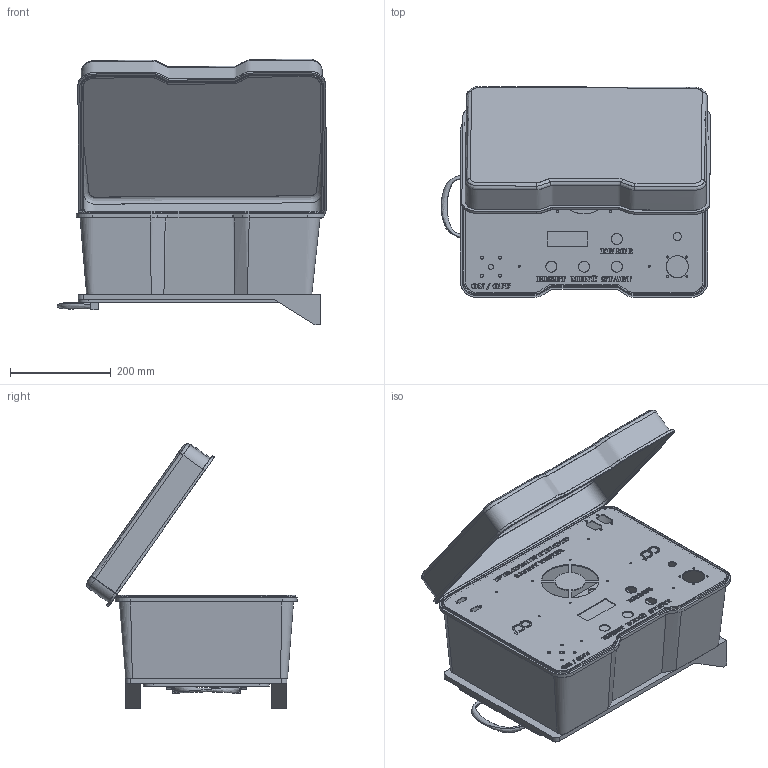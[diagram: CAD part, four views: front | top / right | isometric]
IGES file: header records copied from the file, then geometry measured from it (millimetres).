
Start section: SolidWorks IGES file using analytic representation for surfaces
Global section: file name: Son_Kontrol_Test_Cihazý_BAGTYPE.IGS; native system: SolidWorks 2017; preprocessor: SolidWorks 2017; author: OEM; date: 200724.142952; units: millimetre
Bounding box: 535.03 x 418.58 x 527.15 mm (x, y, z)
Surface area: 2313166.3 mm2 (no closed solid volume)
Topology: 0 solids, 0 shells, 2063 faces, 27381 edges, 27380 vertices
Faces by surface type: bspline 1793, revolution 270
